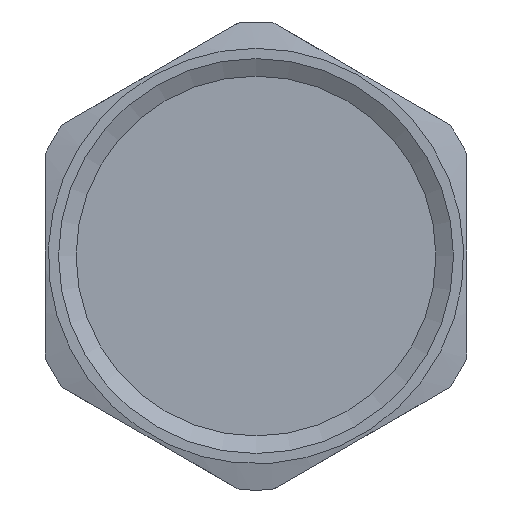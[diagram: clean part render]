
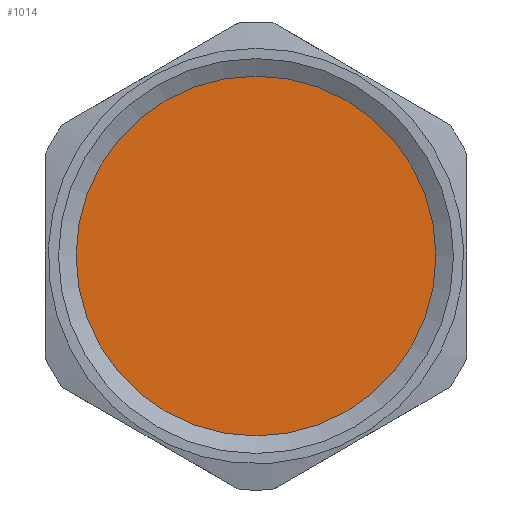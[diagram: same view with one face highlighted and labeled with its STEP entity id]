
A CAD part, left-side view. The second image highlights one B-rep face of the part: STEP entity #1014.
In plain terms, the highlighted planar face has unit normal (-1, 0, 0).
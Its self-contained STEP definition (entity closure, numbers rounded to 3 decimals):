
#27=PLANE('',#1111);
#201=ORIENTED_EDGE('',*,*,#312,.T.);
#312=EDGE_CURVE('',#381,#381,#434,.T.);
#381=VERTEX_POINT('',#1568);
#434=CIRCLE('',#1081,15.375);
#524=EDGE_LOOP('',(#201));
#628=FACE_BOUND('',#524,.T.);
#1014=ADVANCED_FACE('',(#628),#27,.T.);
#1081=AXIS2_PLACEMENT_3D('',#1567,#1235,#1236);
#1111=AXIS2_PLACEMENT_3D('',#1637,#1295,#1296);
#1235=DIRECTION('',(-1.,0.,0.));
#1236=DIRECTION('',(0.,0.,1.));
#1295=DIRECTION('',(-1.,0.,0.));
#1296=DIRECTION('',(0.,0.,1.));
#1567=CARTESIAN_POINT('',(14.,0.,0.));
#1568=CARTESIAN_POINT('',(14.,0.,15.375));
#1637=CARTESIAN_POINT('',(14.,9.85,0.));
